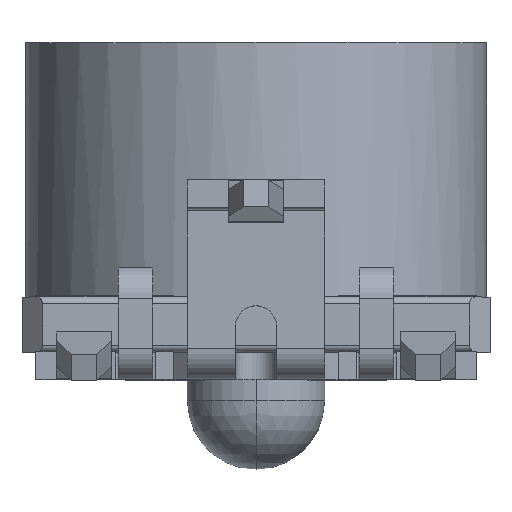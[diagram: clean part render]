
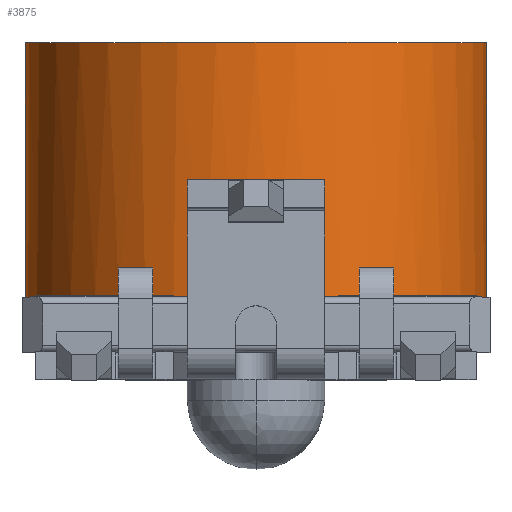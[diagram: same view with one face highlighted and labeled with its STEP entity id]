
A CAD part, top view. The second image highlights one B-rep face of the part: STEP entity #3875.
In plain terms, the highlighted cylindrical face has radius 3.35 mm (diameter 6.7 mm), a partial arc.
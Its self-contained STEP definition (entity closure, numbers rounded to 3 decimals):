
#219=CARTESIAN_POINT('',(0.,0.8,0.));
#220=DIRECTION('',(0.,1.,0.));
#221=DIRECTION('',(-0.358,0.,0.934));
#222=AXIS2_PLACEMENT_3D('',#219,#220,#221);
#244=CARTESIAN_POINT('',(0.,0.8,0.));
#245=DIRECTION('',(0.,1.,0.));
#246=DIRECTION('',(0.698,0.,0.716));
#247=AXIS2_PLACEMENT_3D('',#244,#245,#246);
#254=CARTESIAN_POINT('',(0.,0.8,0.));
#255=DIRECTION('',(0.,1.,0.));
#256=DIRECTION('',(-1.,0.,0.));
#257=AXIS2_PLACEMENT_3D('',#254,#255,#256);
#315=CARTESIAN_POINT('',(0.,0.82,0.));
#316=DIRECTION('',(0.,1.,0.));
#317=DIRECTION('',(-0.698,0.,0.716));
#318=AXIS2_PLACEMENT_3D('',#315,#316,#317);
#320=DIRECTION('',(0.,1.,0.));
#321=VECTOR('',#320,0.02);
#322=CARTESIAN_POINT('',(-2.337,0.8,2.4));
#323=LINE('',#322,#321);
#324=DIRECTION('',(0.,1.,0.));
#325=VECTOR('',#324,3.7);
#326=CARTESIAN_POINT('',(-3.35,0.8,0.));
#327=LINE('',#326,#325);
#328=DIRECTION('',(0.,1.,0.));
#329=VECTOR('',#328,0.02);
#330=CARTESIAN_POINT('',(2.337,0.8,2.4));
#331=LINE('',#330,#329);
#332=CARTESIAN_POINT('',(0.,0.82,0.));
#333=DIRECTION('',(0.,1.,0.));
#334=DIRECTION('',(0.358,0.,0.934));
#335=AXIS2_PLACEMENT_3D('',#332,#333,#334);
#337=DIRECTION('',(0.,1.,0.));
#338=VECTOR('',#337,0.02);
#339=CARTESIAN_POINT('',(1.2,0.8,3.128));
#340=LINE('',#339,#338);
#341=DIRECTION('',(0.,1.,0.));
#342=VECTOR('',#341,0.02);
#343=CARTESIAN_POINT('',(-1.2,0.8,3.128));
#344=LINE('',#343,#342);
#370=DIRECTION('',(0.,1.,0.));
#371=VECTOR('',#370,3.7);
#372=CARTESIAN_POINT('',(3.35,0.8,0.));
#373=LINE('',#372,#371);
#391=CARTESIAN_POINT('',(0.,4.5,0.));
#392=DIRECTION('',(0.,1.,0.));
#393=DIRECTION('',(-1.,0.,0.));
#394=AXIS2_PLACEMENT_3D('',#391,#392,#393);
#2755=CARTESIAN_POINT('',(-3.35,4.5,0.));
#2756=CARTESIAN_POINT('',(3.35,4.5,0.));
#2757=VERTEX_POINT('',#2755);
#2758=VERTEX_POINT('',#2756);
#2759=CARTESIAN_POINT('',(3.35,0.8,0.));
#2760=CARTESIAN_POINT('',(-3.35,0.8,0.));
#2761=VERTEX_POINT('',#2759);
#2762=VERTEX_POINT('',#2760);
#3471=CARTESIAN_POINT('',(1.2,0.8,3.128));
#3473=VERTEX_POINT('',#3471);
#3478=CARTESIAN_POINT('',(2.337,0.8,2.4));
#3479=VERTEX_POINT('',#3478);
#3480=CARTESIAN_POINT('',(-2.337,0.8,2.4));
#3482=VERTEX_POINT('',#3480);
#3488=CARTESIAN_POINT('',(-1.2,0.8,3.128));
#3489=VERTEX_POINT('',#3488);
#3490=CARTESIAN_POINT('',(-2.337,0.82,2.4));
#3491=CARTESIAN_POINT('',(-1.2,0.82,3.128));
#3492=VERTEX_POINT('',#3490);
#3493=VERTEX_POINT('',#3491);
#3494=CARTESIAN_POINT('',(1.2,0.82,3.128));
#3495=CARTESIAN_POINT('',(2.337,0.82,2.4));
#3496=VERTEX_POINT('',#3494);
#3497=VERTEX_POINT('',#3495);
#3850=CARTESIAN_POINT('',(0.,0.8,0.));
#3851=DIRECTION('',(0.,1.,0.));
#3852=DIRECTION('',(1.,0.,0.));
#3853=AXIS2_PLACEMENT_3D('',#3850,#3851,#3852);
#3854=CYLINDRICAL_SURFACE('',#3853,3.35);
#3856=ORIENTED_EDGE('',*,*,#3855,.F.);
#3858=ORIENTED_EDGE('',*,*,#3857,.F.);
#3859=ORIENTED_EDGE('',*,*,#3800,.F.);
#3861=ORIENTED_EDGE('',*,*,#3860,.T.);
#3863=ORIENTED_EDGE('',*,*,#3862,.T.);
#3865=ORIENTED_EDGE('',*,*,#3864,.F.);
#3866=ORIENTED_EDGE('',*,*,#3796,.F.);
#3868=ORIENTED_EDGE('',*,*,#3867,.T.);
#3869=ORIENTED_EDGE('',*,*,#3840,.F.);
#3870=ORIENTED_EDGE('',*,*,#3721,.F.);
#3871=ORIENTED_EDGE('',*,*,#3738,.F.);
#3872=ORIENTED_EDGE('',*,*,#3753,.T.);
#3873=EDGE_LOOP('',(#3856,#3858,#3859,#3861,#3863,#3865,#3866,#3868,#3869,#3870,
#3871,#3872));
#3874=FACE_OUTER_BOUND('',#3873,.F.);
#3875=ADVANCED_FACE('',(#3874),#3854,.T.);
#223=CIRCLE('',#222,3.35);
#248=CIRCLE('',#247,3.35);
#258=CIRCLE('',#257,3.35);
#319=CIRCLE('',#318,3.35);
#336=CIRCLE('',#335,3.35);
#395=CIRCLE('',#394,3.35);
#3721=EDGE_CURVE('',#3473,#3496,#340,.T.);
#3738=EDGE_CURVE('',#3489,#3473,#223,.T.);
#3753=EDGE_CURVE('',#3489,#3493,#344,.T.);
#3796=EDGE_CURVE('',#3479,#2761,#248,.T.);
#3800=EDGE_CURVE('',#2762,#3482,#258,.T.);
#3840=EDGE_CURVE('',#3496,#3497,#336,.T.);
#3855=EDGE_CURVE('',#3492,#3493,#319,.T.);
#3857=EDGE_CURVE('',#3482,#3492,#323,.T.);
#3860=EDGE_CURVE('',#2762,#2757,#327,.T.);
#3862=EDGE_CURVE('',#2757,#2758,#395,.T.);
#3864=EDGE_CURVE('',#2761,#2758,#373,.T.);
#3867=EDGE_CURVE('',#3479,#3497,#331,.T.);
